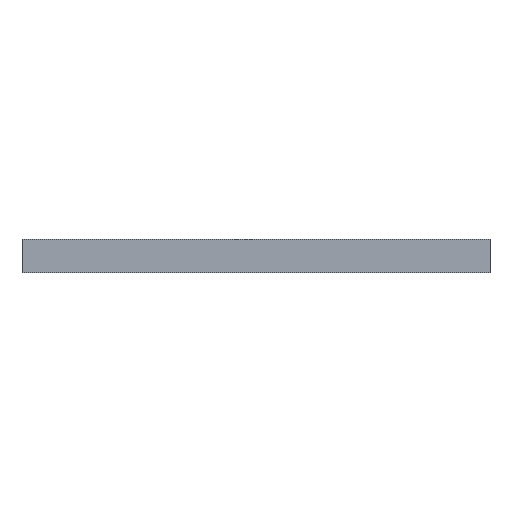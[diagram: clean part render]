
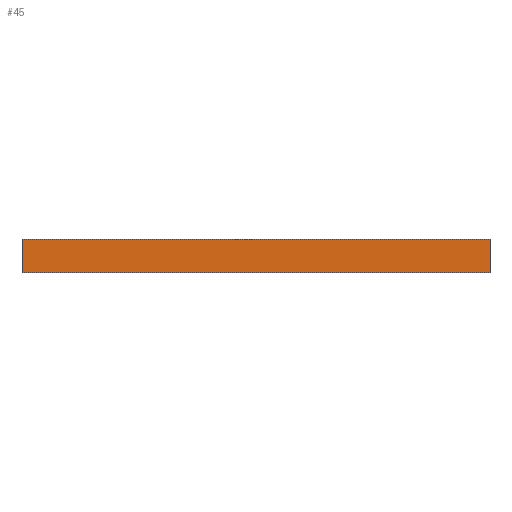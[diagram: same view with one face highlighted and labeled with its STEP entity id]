
A CAD part, top view. The second image highlights one B-rep face of the part: STEP entity #45.
In plain terms, the highlighted planar face has unit normal (0, 0, 1).
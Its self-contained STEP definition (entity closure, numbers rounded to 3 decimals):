
#8 = PLANE ( 'NONE',  #200 ) ;
#9 = LINE ( 'NONE', #14, #129 ) ;
#12 = LINE ( 'NONE', #117, #24 ) ;
#14 = CARTESIAN_POINT ( 'NONE',  ( 457.213, -35.662, 2. ) ) ;
#15 = DIRECTION ( 'NONE',  ( 0., 1., 0. ) ) ;
#24 = VECTOR ( 'NONE', #104, 1000. ) ;
#28 = VECTOR ( 'NONE', #44, 1000. ) ;
#37 = VERTEX_POINT ( 'NONE', #82 ) ;
#41 = CARTESIAN_POINT ( 'NONE',  ( 457.213, -86.462, 2. ) ) ;
#44 = DIRECTION ( 'NONE',  ( 1., 0., 0. ) ) ;
#45 = ADVANCED_FACE ( 'NONE', ( #183 ), #8, .T. ) ;
#48 = VERTEX_POINT ( 'NONE', #93 ) ;
#50 = ORIENTED_EDGE ( 'NONE', *, *, #90, .T. ) ;
#54 = ORIENTED_EDGE ( 'NONE', *, *, #166, .T. ) ;
#60 = CARTESIAN_POINT ( 'NONE',  ( -242.787, -35.662, 2. ) ) ;
#69 = EDGE_CURVE ( 'NONE', #48, #37, #12, .T. ) ;
#73 = VECTOR ( 'NONE', #130, 1000. ) ;
#82 = CARTESIAN_POINT ( 'NONE',  ( -242.787, -35.662, 2. ) ) ;
#90 = EDGE_CURVE ( 'NONE', #145, #173, #118, .T. ) ;
#93 = CARTESIAN_POINT ( 'NONE',  ( 457.213, -35.662, 2. ) ) ;
#104 = DIRECTION ( 'NONE',  ( -1., 0., 0. ) ) ;
#108 = EDGE_LOOP ( 'NONE', ( #141, #50, #54, #110 ) ) ;
#110 = ORIENTED_EDGE ( 'NONE', *, *, #69, .T. ) ;
#117 = CARTESIAN_POINT ( 'NONE',  ( -242.787, -35.662, 2. ) ) ;
#118 = LINE ( 'NONE', #152, #28 ) ;
#129 = VECTOR ( 'NONE', #15, 1000. ) ;
#130 = DIRECTION ( 'NONE',  ( 0., -1., 0. ) ) ;
#131 = EDGE_CURVE ( 'NONE', #37, #145, #184, .T. ) ;
#141 = ORIENTED_EDGE ( 'NONE', *, *, #131, .T. ) ;
#145 = VERTEX_POINT ( 'NONE', #168 ) ;
#151 = DIRECTION ( 'NONE',  ( 1., 0., 0. ) ) ;
#152 = CARTESIAN_POINT ( 'NONE',  ( -242.787, -86.462, 2. ) ) ;
#166 = EDGE_CURVE ( 'NONE', #173, #48, #9, .T. ) ;
#168 = CARTESIAN_POINT ( 'NONE',  ( -242.787, -86.462, 2. ) ) ;
#173 = VERTEX_POINT ( 'NONE', #41 ) ;
#183 = FACE_OUTER_BOUND ( 'NONE', #108, .T. ) ;
#184 = LINE ( 'NONE', #60, #73 ) ;
#185 = CARTESIAN_POINT ( 'NONE',  ( 0., 0., 2. ) ) ;
#198 = DIRECTION ( 'NONE',  ( 0., 0., 1. ) ) ;
#200 = AXIS2_PLACEMENT_3D ( 'NONE', #185, #198, #151 ) ;
